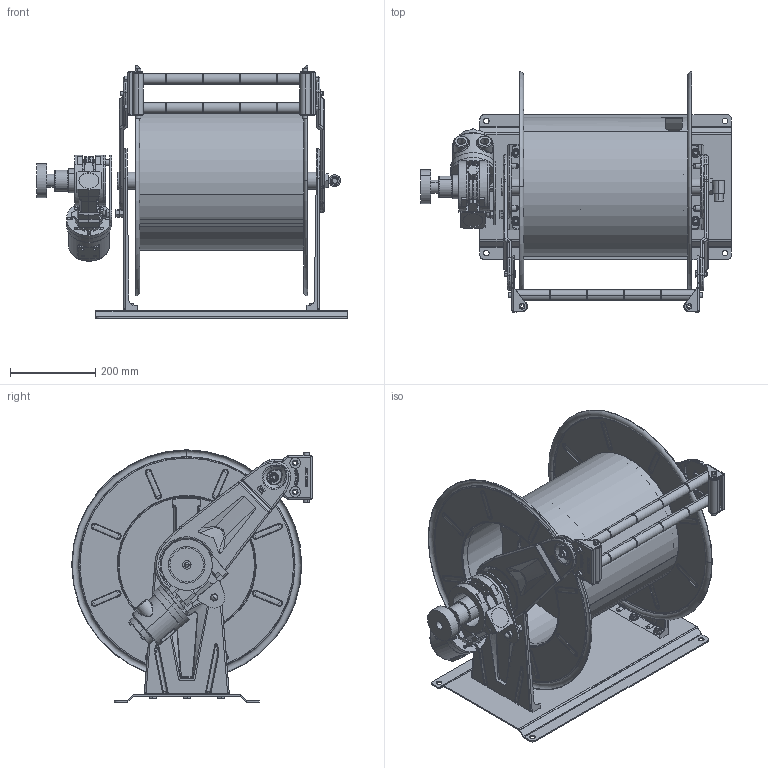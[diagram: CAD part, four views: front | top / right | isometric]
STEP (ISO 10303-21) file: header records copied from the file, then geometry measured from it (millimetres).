
FILE_DESCRIPTION (( 'STEP AP214' ), '1' );
FILE_NAME ('HRPN0.STEP', '2020-05-14T06:34:17', ( '' ), ( '' ), 'SwSTEP 2.0', 'SolidWorks 2019', '' );
FILE_SCHEMA (( 'AUTOMOTIVE_DESIGN' ));
Length unit declared in the file: millimetre
Products named in the file (1): HRPN0
Bounding box: 729.3 x 564.56 x 592.54 mm (x, y, z)
Surface area: 2852597.3 mm2 (no closed solid volume)
Topology: 0 solids, 126 shells, 1395 faces, 5163 edges, 3792 vertices
Faces by surface type: plane 506, cylinder 381, cone 214, torus 113, bspline 108, sphere 73
Entity records: 100057 total; most frequent: CARTESIAN_POINT 42869, DIRECTION 8603, ORIENTED_EDGE 7561, EDGE_CURVE 5146, VERTEX_POINT 3791, AXIS2_PLACEMENT_3D 3137, VECTOR 2329, LINE 2329
